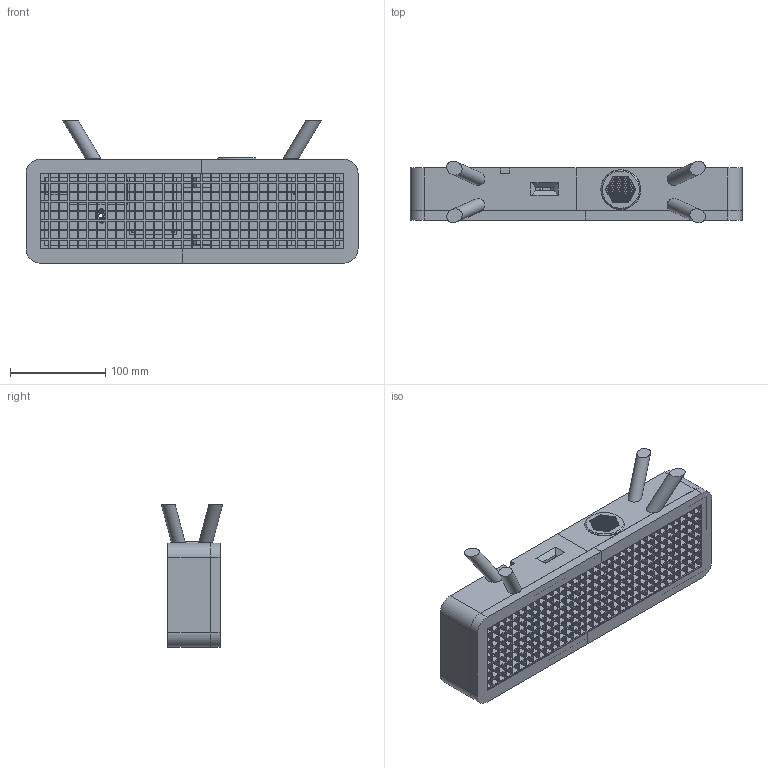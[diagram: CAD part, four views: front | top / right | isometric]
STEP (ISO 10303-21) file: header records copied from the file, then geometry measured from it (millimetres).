
FILE_DESCRIPTION(/* description */ (''),/* implementation_level */ '2;1');
FILE_NAME(/* name */ 'AWTRIX PRO 拆分 v10.step',/* time_stamp */ '2020-12-08T22:16:47+08:00',/* author */ (''),/* organization */ (''),/* preprocessor_version */ 'ST-DEVELOPER v18.1',/* originating_system */ 'Autodesk Translation Framework v9.3.0.1241',/* authorisation */ '');
FILE_SCHEMA (('AUTOMOTIVE_DESIGN { 1 0 10303 214 3 1 1 }'));
Length unit declared in the file: millimetre
Products named in the file (1): AWTRIX PRO 拆分
Bounding box: 349.4 x 64.56 x 149.7 mm (x, y, z)
Volume: 760893.4 mm3; surface area: 363586.9 mm2
Topology: 13 solids, 13 shells, 1549 faces, 5019 edges, 3273 vertices
Faces by surface type: plane 1339, cylinder 182, bspline 16, cone 12
Full cylindrical faces by diameter (mm): 2 x127, 2.6 x4, 2.7 x6, 3 x4, 3.5 x4, 4 x1, 5 x2, 6 x1, 7 x8, 9 x1, 14 x4, 38 x1, 40 x1, 41 x1
Entity records: 56988 total; most frequent: CARTESIAN_POINT 11231, ORIENTED_EDGE 10038, DIRECTION 8451, EDGE_CURVE 5019, LINE 4595, VECTOR 4595, VERTEX_POINT 3273, EDGE_LOOP 2118
